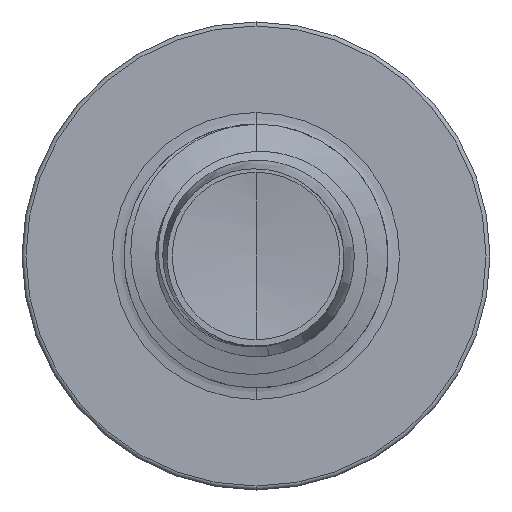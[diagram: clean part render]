
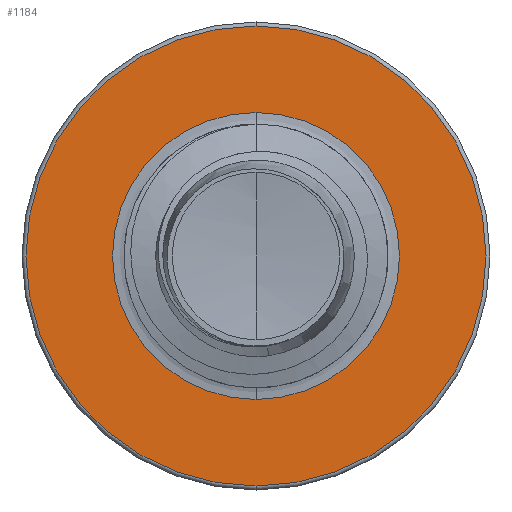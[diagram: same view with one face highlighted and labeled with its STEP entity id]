
A CAD part, front view. The second image highlights one B-rep face of the part: STEP entity #1184.
In plain terms, the highlighted planar face has unit normal (0, -1, 0).
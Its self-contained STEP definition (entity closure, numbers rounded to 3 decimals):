
#157 = AXIS2_PLACEMENT_3D ( 'NONE', #9103, #2811, #9983 ) ;
#345 = CIRCLE ( 'NONE', #2077, 1.917 ) ;
#1141 = ORIENTED_EDGE ( 'NONE', *, *, #4722, .F. ) ;
#1184 = ADVANCED_FACE ( 'NONE', ( #11008, #2828 ), #11227, .F. ) ;
#2077 = AXIS2_PLACEMENT_3D ( 'NONE', #5494, #11800, #6606 ) ;
#2379 = VERTEX_POINT ( 'NONE', #11242 ) ;
#2530 = AXIS2_PLACEMENT_3D ( 'NONE', #11672, #11658, #11624 ) ;
#2691 = AXIS2_PLACEMENT_3D ( 'NONE', #11465, #10665, #10729 ) ;
#2811 = DIRECTION ( 'NONE',  ( 0., 1., 0. ) ) ;
#2828 = FACE_BOUND ( 'NONE', #12156, .T. ) ;
#2904 = CIRCLE ( 'NONE', #7199, 1.196 ) ;
#3292 = ORIENTED_EDGE ( 'NONE', *, *, #11407, .F. ) ;
#3528 = CARTESIAN_POINT ( 'NONE',  ( 0., 2., 0. ) ) ;
#4599 = DIRECTION ( 'NONE',  ( 0., 0., 1. ) ) ;
#4722 = EDGE_CURVE ( 'NONE', #8595, #10700, #6685, .T. ) ;
#4881 = ORIENTED_EDGE ( 'NONE', *, *, #11560, .T. ) ;
#5494 = CARTESIAN_POINT ( 'NONE',  ( 0., 2., 0. ) ) ;
#6606 = DIRECTION ( 'NONE',  ( 0., 0., 1. ) ) ;
#6660 = EDGE_LOOP ( 'NONE', ( #1141, #3292 ) ) ;
#6685 = CIRCLE ( 'NONE', #2530, 1.917 ) ;
#7036 = CARTESIAN_POINT ( 'NONE',  ( 0., 2., 1.917 ) ) ;
#7109 = VERTEX_POINT ( 'NONE', #7198 ) ;
#7198 = CARTESIAN_POINT ( 'NONE',  ( 0., 2., -1.196 ) ) ;
#7199 = AXIS2_PLACEMENT_3D ( 'NONE', #3528, #10523, #4599 ) ;
#8595 = VERTEX_POINT ( 'NONE', #7036 ) ;
#9103 = CARTESIAN_POINT ( 'NONE',  ( 0., 2., 0. ) ) ;
#9638 = ORIENTED_EDGE ( 'NONE', *, *, #12480, .T. ) ;
#9983 = DIRECTION ( 'NONE',  ( 0., 0., 1. ) ) ;
#10523 = DIRECTION ( 'NONE',  ( 0., 1., 0. ) ) ;
#10665 = DIRECTION ( 'NONE',  ( 0., 1., 0. ) ) ;
#10700 = VERTEX_POINT ( 'NONE', #10786 ) ;
#10729 = DIRECTION ( 'NONE',  ( 0., 0., 1. ) ) ;
#10786 = CARTESIAN_POINT ( 'NONE',  ( 0., 2., -1.917 ) ) ;
#11008 = FACE_OUTER_BOUND ( 'NONE', #6660, .T. ) ;
#11227 = PLANE ( 'NONE',  #2691 ) ;
#11242 = CARTESIAN_POINT ( 'NONE',  ( 0., 2., 1.196 ) ) ;
#11407 = EDGE_CURVE ( 'NONE', #10700, #8595, #345, .T. ) ;
#11465 = CARTESIAN_POINT ( 'NONE',  ( 0., 2., -1.196 ) ) ;
#11560 = EDGE_CURVE ( 'NONE', #2379, #7109, #2904, .T. ) ;
#11624 = DIRECTION ( 'NONE',  ( 0., 0., 1. ) ) ;
#11658 = DIRECTION ( 'NONE',  ( 0., 1., 0. ) ) ;
#11672 = CARTESIAN_POINT ( 'NONE',  ( 0., 2., 0. ) ) ;
#11800 = DIRECTION ( 'NONE',  ( 0., 1., 0. ) ) ;
#12156 = EDGE_LOOP ( 'NONE', ( #4881, #9638 ) ) ;
#12480 = EDGE_CURVE ( 'NONE', #7109, #2379, #12531, .T. ) ;
#12531 = CIRCLE ( 'NONE', #157, 1.196 ) ;
